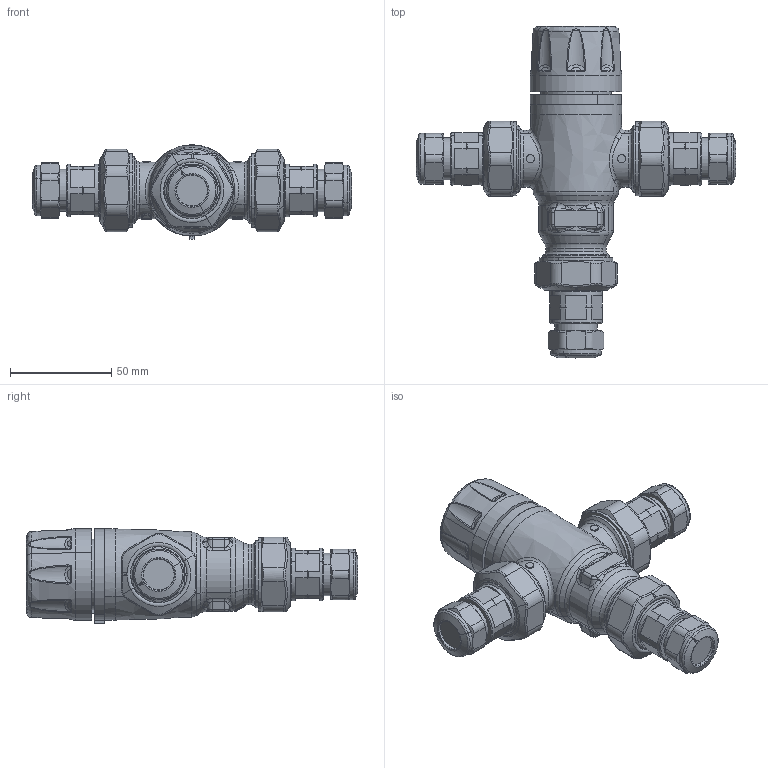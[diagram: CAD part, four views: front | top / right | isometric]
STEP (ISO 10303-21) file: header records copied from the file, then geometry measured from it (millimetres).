
FILE_DESCRIPTION(('CATIA V5 STEP Exchange'),'2;1');
FILE_NAME('STEP_521115_-_TST.stp','2018-09-20T08:29:43+00:00',('none'),('none'),'CATIA Version 5-6 Release 2016 SP4','CATIA V5 STEP AP203','none');
FILE_SCHEMA(('CONFIG_CONTROL_DESIGN'));
Products named in the file (1): _5211150001_sw0001
Bounding box: 157.72 x 163.91 x 46.5 mm (x, y, z)
Surface area: 51447.4 mm2 (no closed solid volume)
Topology: 0 solids, 33 shells, 895 faces, 2382 edges, 1450 vertices
Faces by surface type: bspline 326, plane 176, cylinder 170, cone 145, torus 51, sphere 27
Entity records: 43159 total; most frequent: CARTESIAN_POINT 26434, ORIENTED_EDGE 4228, EDGE_CURVE 2351, DIRECTION 2049, VERTEX_POINT 1450, AXIS2_PLACEMENT_3D 961, B_SPLINE_CURVE_WITH_KNOTS 927, ADVANCED_FACE 895
